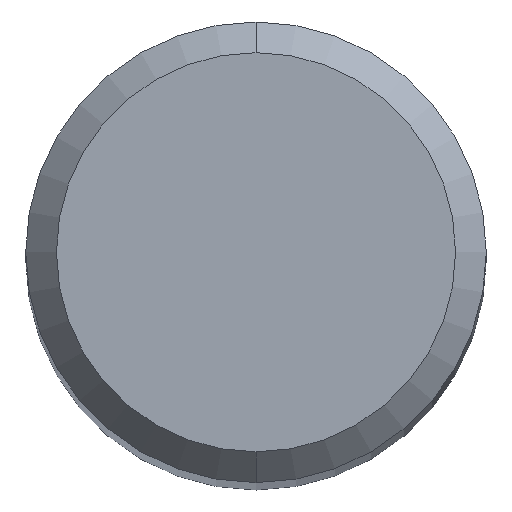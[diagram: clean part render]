
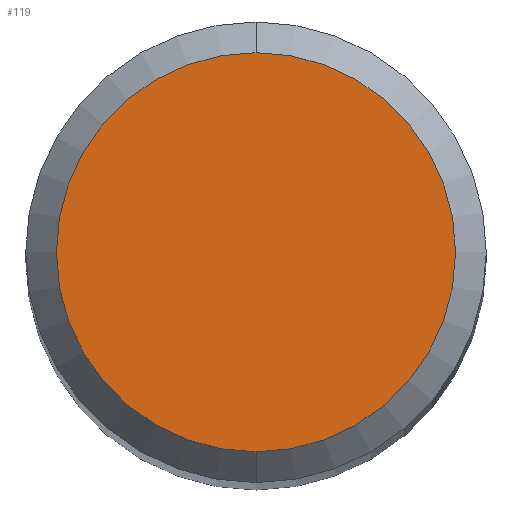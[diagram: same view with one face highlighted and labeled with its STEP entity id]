
A CAD part, top view. The second image highlights one B-rep face of the part: STEP entity #119.
In plain terms, the highlighted planar face has unit normal (0, 0, 1).
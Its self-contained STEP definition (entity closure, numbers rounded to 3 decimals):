
#113=EDGE_CURVE('',#193,#137,#259,.T.);
#119=ADVANCED_FACE('',(#266),#267,.T.);
#137=VERTEX_POINT('',#286);
#193=VERTEX_POINT('',#347);
#217=EDGE_CURVE('',#137,#193,#376,.T.);
#259=CIRCLE('',#416,2.6);
#266=FACE_OUTER_BOUND('',#425,.T.);
#267=PLANE('',#426);
#286=CARTESIAN_POINT('',(0.,-2.6,0.0));
#347=CARTESIAN_POINT('',(0.0,2.6,0.0));
#376=CIRCLE('',#565,2.6);
#416=AXIS2_PLACEMENT_3D('',#598,#599,#600);
#425=EDGE_LOOP('',(#611,#612));
#426=AXIS2_PLACEMENT_3D('',#613,#614,#615);
#565=AXIS2_PLACEMENT_3D('',#746,#747,#748);
#598=CARTESIAN_POINT('',(0.0,0.0,0.0));
#599=DIRECTION('',(0.0,0.0,-1.0));
#600=DIRECTION('',(0.0,1.0,0.0));
#611=ORIENTED_EDGE('',*,*,#113,.F.);
#612=ORIENTED_EDGE('',*,*,#217,.F.);
#613=CARTESIAN_POINT('',(0.0,1.3,0.0));
#614=DIRECTION('',(-0.0,0.0,1.0));
#615=DIRECTION('',(0.0,-1.0,0.0));
#746=CARTESIAN_POINT('',(0.0,0.0,0.0));
#747=DIRECTION('',(0.0,0.0,-1.0));
#748=DIRECTION('',(0.0,1.0,0.0));
